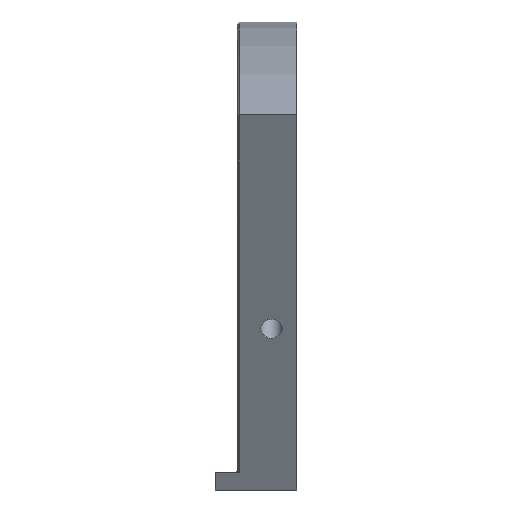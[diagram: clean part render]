
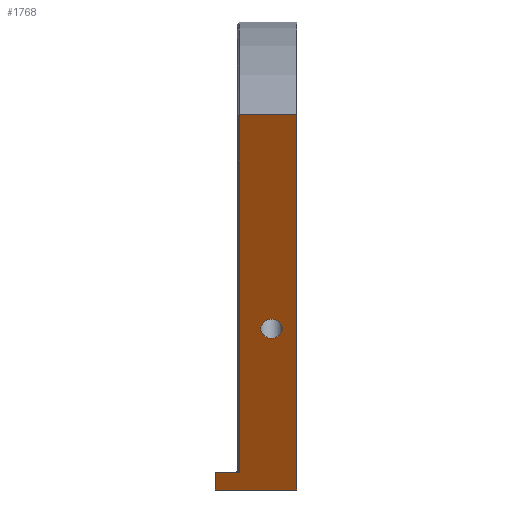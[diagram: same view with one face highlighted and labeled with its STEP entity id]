
A CAD part, left-side view. The second image highlights one B-rep face of the part: STEP entity #1768.
In plain terms, the highlighted planar face has unit normal (-0.866, 0, -0.5).
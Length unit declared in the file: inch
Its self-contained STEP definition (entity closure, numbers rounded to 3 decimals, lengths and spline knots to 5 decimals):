
#92=FACE_BOUND('',#291,.T.);
#132=CIRCLE('',#1895,0.095);
#176=FACE_OUTER_BOUND('',#290,.T.);
#290=EDGE_LOOP('',(#1279,#1280,#1281,#1282,#1283,#1284));
#291=EDGE_LOOP('',(#1285));
#470=LINE('',#2445,#615);
#495=LINE('',#2638,#640);
#505=LINE('',#2713,#650);
#506=LINE('',#2714,#651);
#507=LINE('',#2715,#652);
#508=LINE('',#2716,#653);
#615=VECTOR('',#2015,0.3937);
#640=VECTOR('',#2094,0.3937);
#650=VECTOR('',#2120,0.3937);
#651=VECTOR('',#2121,0.3937);
#652=VECTOR('',#2122,0.3937);
#653=VECTOR('',#2123,0.3937);
#760=VERTEX_POINT('',#2442);
#761=VERTEX_POINT('',#2444);
#811=VERTEX_POINT('',#2628);
#813=VERTEX_POINT('',#2634);
#815=VERTEX_POINT('',#2637);
#830=VERTEX_POINT('',#2711);
#831=VERTEX_POINT('',#2712);
#927=EDGE_CURVE('',#761,#760,#470,.F.);
#982=EDGE_CURVE('',#811,#811,#132,.T.);
#986=EDGE_CURVE('',#815,#813,#495,.T.);
#1004=EDGE_CURVE('',#830,#831,#505,.T.);
#1005=EDGE_CURVE('',#830,#815,#506,.T.);
#1006=EDGE_CURVE('',#761,#813,#507,.T.);
#1007=EDGE_CURVE('',#831,#760,#508,.T.);
#1279=ORIENTED_EDGE('',*,*,#1004,.F.);
#1280=ORIENTED_EDGE('',*,*,#1005,.T.);
#1281=ORIENTED_EDGE('',*,*,#986,.T.);
#1282=ORIENTED_EDGE('',*,*,#1006,.F.);
#1283=ORIENTED_EDGE('',*,*,#927,.T.);
#1284=ORIENTED_EDGE('',*,*,#1007,.F.);
#1285=ORIENTED_EDGE('',*,*,#982,.T.);
#1716=PLANE('',#1906);
#1768=ADVANCED_FACE('',(#176,#92),#1716,.T.);
#1895=AXIS2_PLACEMENT_3D('',#2629,#2085,#2086);
#1906=AXIS2_PLACEMENT_3D('',#2710,#2118,#2119);
#2015=DIRECTION('',(0.,-1.,0.));
#2085=DIRECTION('center_axis',(0.866,0.,0.5));
#2086=DIRECTION('ref_axis',(0.5,0.,-0.866));
#2094=DIRECTION('',(0.,1.,0.));
#2118=DIRECTION('center_axis',(-0.866,0.,-0.5));
#2119=DIRECTION('ref_axis',(-0.5,0.,0.866));
#2120=DIRECTION('',(0.,1.,0.));
#2121=DIRECTION('',(-0.5,0.,0.866));
#2122=DIRECTION('',(-0.5,0.,0.866));
#2123=DIRECTION('',(-0.5,0.,0.866));
#2442=CARTESIAN_POINT('',(-1.22481,0.71518,2.12144));
#2444=CARTESIAN_POINT('',(-1.22481,0.50218,2.12144));
#2445=CARTESIAN_POINT('',(-1.22481,0.26109,2.12144));
#2628=CARTESIAN_POINT('',(-1.99616,0.22202,3.45745));
#2629=CARTESIAN_POINT('Origin',(-1.94866,0.22202,3.37518));
#2634=CARTESIAN_POINT('',(-3.02561,0.50218,5.24051));
#2637=CARTESIAN_POINT('',(-3.02561,0.,5.24051));
#2638=CARTESIAN_POINT('',(-3.02561,0.,5.24051));
#2710=CARTESIAN_POINT('Origin',(-1.13652,0.,1.9685));
#2711=CARTESIAN_POINT('',(-1.13652,0.,1.9685));
#2712=CARTESIAN_POINT('',(-1.13652,0.71518,1.9685));
#2713=CARTESIAN_POINT('',(-1.13652,0.52218,1.9685));
#2714=CARTESIAN_POINT('',(0.,0.,0.));
#2715=CARTESIAN_POINT('',(-1.43642,0.50218,2.48795));
#2716=CARTESIAN_POINT('',(-1.13652,0.71518,1.9685));
